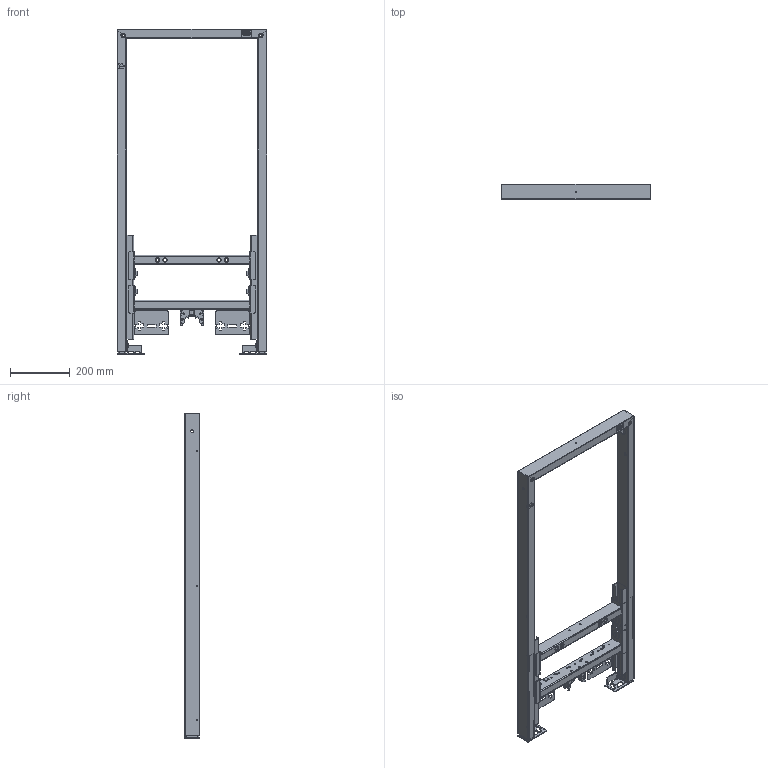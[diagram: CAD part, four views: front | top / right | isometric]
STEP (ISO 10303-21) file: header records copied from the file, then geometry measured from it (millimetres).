
FILE_DESCRIPTION(/* description */ ('Unknown'),/* implementation_level */ '2;1');
FILE_NAME(/* name */ '38597001',/* time_stamp */ '2026-01-20T07:59:35+01:00',/* author */ ('Unknown'),/* organization */ ('GROHE AG'),/* preprocessor_version */ 'ST-DEVELOPER v16.7',/* originating_system */ 'DEX',/* authorisation */ $);
FILE_SCHEMA (('AUTOMOTIVE_DESIGN {1 0 10303 214 3 1 1}'));
Length unit declared in the file: millimetre
Products named in the file (29): 38597001; 38597001_Rapid_SL__RAPID_SL__01480089; 66908XXX_Rahmen_Rap_FRAME_RAPI_01317145; 66908XXX_Rahmen_Rap_FRAME_RAPI_01317141; 66908XXX_Rahmen_Rap_FRAME_RAPI_01317142; A9245G42_Blindnietm_01007508; 31.06.30_Zu-_und_Ab_01162142; 31.06.30_Zu-_und_Ab_01162124; 31.06.30_Zu-_und_Ab_01162068; 67353XXX_Scheibe_00937788; 28_16_54XX_Schraube_00935970; 66429XXX_Elementbei_ELEMENTLEG_01172075; 66429XXX_Elementbei_ELEMENTLEG_01172078; 66429XXX_Elementbei_ELEMENTLEG_01172079; 490474031_Haltebügel_HOLDER_01448253; 15_51_77XX_Grohelogo__00935291; 66163040_VM_Klemmst_SA_CLAMPIN_01077279; 66165ZN2_Platte_f黵_PLATE_FOR_01076818; 66164038_Feder_f黵_SPRING_FOR_01077265; 31.06.29_Befestigun_01162522; 31.06.29_Befestigun_01162517; 31.06.29_Befestigun_01162510; 31.06.29_Befestigun_01162602; 66430XXX_Elementbei_ELEMENTLEG_01172046; 66430XXX_Elementbei_ELEMENTLEG_01172047; 66430XXX_Elementbei_ELEMENTLEG_01172048; 28_16_90XX_Gewinde_Sc_00936036; 12.02.93_Anschlußbl_01145305; 28_17_21XX_Linsenkopf_00936043
Assembly tree (54 placements, depth 4):
  38597001
    38597001_Rapid_SL__RAPID_SL__01480089
      66908XXX_Rahmen_Rap_FRAME_RAPI_01317145
        66908XXX_Rahmen_Rap_FRAME_RAPI_01317141
        66908XXX_Rahmen_Rap_FRAME_RAPI_01317142  x2
        A9245G42_Blindnietm_01007508  x2
      31.06.30_Zu-_und_Ab_01162142
        31.06.30_Zu-_und_Ab_01162124
        31.06.30_Zu-_und_Ab_01162068  x2
      67353XXX_Scheibe_00937788  x6
      28_16_54XX_Schraube_00935970  x6
      66429XXX_Elementbei_ELEMENTLEG_01172075
        66429XXX_Elementbei_ELEMENTLEG_01172078
        66429XXX_Elementbei_ELEMENTLEG_01172079
      490474031_Haltebügel_HOLDER_01448253
      15_51_77XX_Grohelogo__00935291
      66163040_VM_Klemmst_SA_CLAMPIN_01077279  x6
        66165ZN2_Platte_f黵_PLATE_FOR_01076818
        66164038_Feder_f黵_SPRING_FOR_01077265
      31.06.29_Befestigun_01162522
        31.06.29_Befestigun_01162517
        31.06.29_Befestigun_01162510  x2
        31.06.29_Befestigun_01162602  x4
      66430XXX_Elementbei_ELEMENTLEG_01172046
        66430XXX_Elementbei_ELEMENTLEG_01172047
        66430XXX_Elementbei_ELEMENTLEG_01172048
      28_16_90XX_Gewinde_Sc_00936036
      12.02.93_Anschlußbl_01145305  x2
      28_17_21XX_Linsenkopf_00936043  x4
Bounding box: 500 x 52 x 1086.2 mm (x, y, z)
Volume: 1351601.6 mm3; surface area: 1498897.8 mm2
Topology: 52 solids, 54 shells, 2689 faces, 7258 edges, 4764 vertices
Faces by surface type: plane 1712, cylinder 608, bspline 134, cone 122, torus 112, sphere 1
Full cylindrical faces by diameter (mm): 3.3 x16, 3.7 x8, 3.8 x14, 4 x12, 4.7 x12, 5 x2, 5.4 x2, 5.5 x44, 6 x9, 6.2 x2, 6.3 x4, 6.647 x6, 8 x8, 8.4 x8, 8.5 x9, 9 x4, 9.5 x6, 10 x1, 10.647 x4, 11.619 x1, 11.63 x6, 12.5 x1, 14.8 x12, 16 x2, 25 x2, 30 x6
Entity records: 56326 total; most frequent: CARTESIAN_POINT 12169, ORIENTED_EDGE 9284, DIRECTION 8001, EDGE_CURVE 4642, VERTEX_POINT 3184, AXIS2_PLACEMENT_3D 2854, EDGE_LOOP 2338, FACE_BOUND 2338
